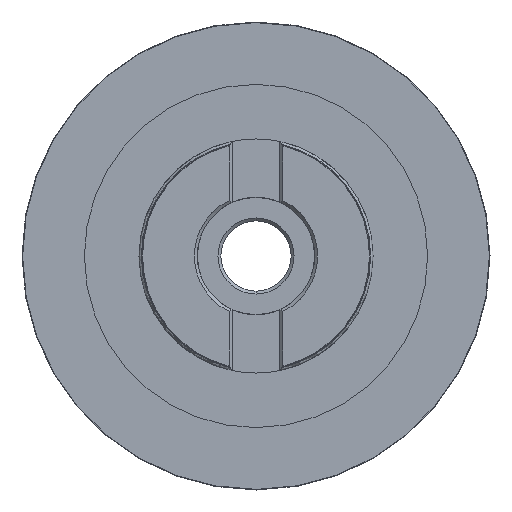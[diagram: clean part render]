
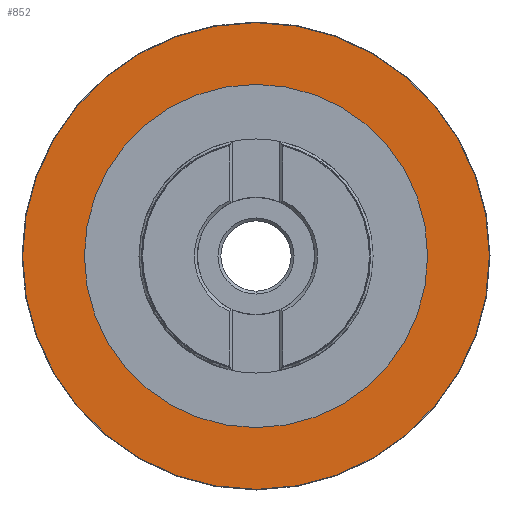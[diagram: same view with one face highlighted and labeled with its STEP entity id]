
A CAD part, left-side view. The second image highlights one B-rep face of the part: STEP entity #852.
In plain terms, the highlighted planar face has unit normal (-1, 0, 0).
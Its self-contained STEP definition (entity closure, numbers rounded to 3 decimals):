
#42 = ORIENTED_EDGE ( 'NONE', *, *, #5513, .F. ) ;
#218 = CARTESIAN_POINT ( 'NONE',  ( -2.775, 0., 79.8 ) ) ;
#235 = VERTEX_POINT ( 'NONE', #7588 ) ;
#646 = FACE_BOUND ( 'NONE', #2350, .T. ) ;
#797 = AXIS2_PLACEMENT_3D ( 'NONE', #4543, #3963, #1058 ) ;
#852 = ADVANCED_FACE ( 'NONE', ( #5650, #646 ), #1081, .F. ) ;
#972 = EDGE_CURVE ( 'NONE', #235, #1333, #2842, .T. ) ;
#1058 = DIRECTION ( 'NONE',  ( 0., 0., -1. ) ) ;
#1081 = PLANE ( 'NONE',  #797 ) ;
#1293 = ORIENTED_EDGE ( 'NONE', *, *, #1552, .T. ) ;
#1321 = ORIENTED_EDGE ( 'NONE', *, *, #972, .T. ) ;
#1333 = VERTEX_POINT ( 'NONE', #2853 ) ;
#1552 = EDGE_CURVE ( 'NONE', #1333, #235, #3073, .T. ) ;
#1617 = ORIENTED_EDGE ( 'NONE', *, *, #2435, .F. ) ;
#1621 = CARTESIAN_POINT ( 'NONE',  ( -2.775, 0., 0. ) ) ;
#1661 = VERTEX_POINT ( 'NONE', #218 ) ;
#1724 = DIRECTION ( 'NONE',  ( 0., 0., -1. ) ) ;
#2214 = AXIS2_PLACEMENT_3D ( 'NONE', #4092, #7022, #2342 ) ;
#2232 = DIRECTION ( 'NONE',  ( 0., 0., -1. ) ) ;
#2290 = CARTESIAN_POINT ( 'NONE',  ( -2.775, 0., 0. ) ) ;
#2340 = EDGE_LOOP ( 'NONE', ( #1617, #42 ) ) ;
#2342 = DIRECTION ( 'NONE',  ( 0., 0., -1. ) ) ;
#2350 = EDGE_LOOP ( 'NONE', ( #1293, #1321 ) ) ;
#2435 = EDGE_CURVE ( 'NONE', #5929, #1661, #2682, .T. ) ;
#2682 = CIRCLE ( 'NONE', #7135, 79.8 ) ;
#2842 = CIRCLE ( 'NONE', #2214, 58.677 ) ;
#2853 = CARTESIAN_POINT ( 'NONE',  ( -2.775, 0., -58.677 ) ) ;
#3073 = CIRCLE ( 'NONE', #4800, 58.677 ) ;
#3963 = DIRECTION ( 'NONE',  ( 1., 0., 0. ) ) ;
#4092 = CARTESIAN_POINT ( 'NONE',  ( -2.775, 0., 0. ) ) ;
#4543 = CARTESIAN_POINT ( 'NONE',  ( -2.775, -58.677, 0. ) ) ;
#4737 = AXIS2_PLACEMENT_3D ( 'NONE', #2290, #7557, #6437 ) ;
#4800 = AXIS2_PLACEMENT_3D ( 'NONE', #1621, #5201, #2232 ) ;
#5201 = DIRECTION ( 'NONE',  ( 1., 0., 0. ) ) ;
#5339 = CIRCLE ( 'NONE', #4737, 79.8 ) ;
#5513 = EDGE_CURVE ( 'NONE', #1661, #5929, #5339, .T. ) ;
#5650 = FACE_OUTER_BOUND ( 'NONE', #2340, .T. ) ;
#5929 = VERTEX_POINT ( 'NONE', #6286 ) ;
#6286 = CARTESIAN_POINT ( 'NONE',  ( -2.775, 0., -79.8 ) ) ;
#6397 = DIRECTION ( 'NONE',  ( 1., 0., 0. ) ) ;
#6437 = DIRECTION ( 'NONE',  ( 0., 0., -1. ) ) ;
#7022 = DIRECTION ( 'NONE',  ( 1., 0., 0. ) ) ;
#7135 = AXIS2_PLACEMENT_3D ( 'NONE', #7567, #6397, #1724 ) ;
#7557 = DIRECTION ( 'NONE',  ( 1., 0., 0. ) ) ;
#7567 = CARTESIAN_POINT ( 'NONE',  ( -2.775, 0., 0. ) ) ;
#7588 = CARTESIAN_POINT ( 'NONE',  ( -2.775, 0., 58.677 ) ) ;
